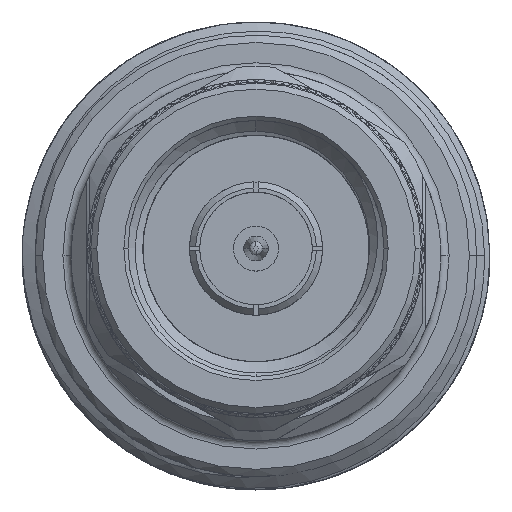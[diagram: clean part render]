
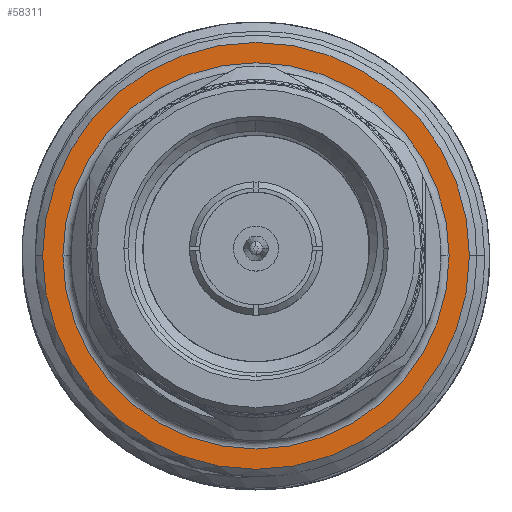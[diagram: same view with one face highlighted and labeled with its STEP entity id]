
A CAD part, top view. The second image highlights one B-rep face of the part: STEP entity #58311.
In plain terms, the highlighted face is planar.
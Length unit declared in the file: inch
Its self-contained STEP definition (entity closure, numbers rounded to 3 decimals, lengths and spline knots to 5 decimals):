
#362 = CARTESIAN_POINT ( 'NONE',  ( 0.41616, 0., 0. ) ) ;
#660 = VERTEX_POINT ( 'NONE', #76015 ) ;
#1807 = AXIS2_PLACEMENT_3D ( 'NONE', #39533, #75846, #63640 ) ;
#2532 = CARTESIAN_POINT ( 'NONE',  ( 0.41616, 0., 0. ) ) ;
#2653 = PLANE ( 'NONE',  #19407 ) ;
#2864 = CIRCLE ( 'NONE', #43231, 0.47132 ) ;
#5565 = CARTESIAN_POINT ( 'NONE',  ( 0.41616, 0., 0. ) ) ;
#8468 = DIRECTION ( 'NONE',  ( -1., 0., 0. ) ) ;
#8986 = DIRECTION ( 'NONE',  ( 0., 0., 1. ) ) ;
#13532 = CARTESIAN_POINT ( 'NONE',  ( 0.41616, 0., 0.52087 ) ) ;
#19407 = AXIS2_PLACEMENT_3D ( 'NONE', #44892, #26360, #8986 ) ;
#22054 = VERTEX_POINT ( 'NONE', #42209 ) ;
#22393 = VERTEX_POINT ( 'NONE', #42500 ) ;
#26158 = ORIENTED_EDGE ( 'NONE', *, *, #46865, .T. ) ;
#26360 = DIRECTION ( 'NONE',  ( -1., 0., 0. ) ) ;
#26551 = EDGE_LOOP ( 'NONE', ( #72690, #56337 ) ) ;
#26764 = FACE_OUTER_BOUND ( 'NONE', #26551, .T. ) ;
#28801 = EDGE_CURVE ( 'NONE', #36432, #22054, #45779, .T. ) ;
#29694 = DIRECTION ( 'NONE',  ( 1., 0., 0. ) ) ;
#30020 = DIRECTION ( 'NONE',  ( -1., 0., 0. ) ) ;
#32098 = CIRCLE ( 'NONE', #1807, 0.52087 ) ;
#33234 = CIRCLE ( 'NONE', #39542, 0.47132 ) ;
#36432 = VERTEX_POINT ( 'NONE', #13532 ) ;
#39533 = CARTESIAN_POINT ( 'NONE',  ( 0.41616, 0., 0. ) ) ;
#39542 = AXIS2_PLACEMENT_3D ( 'NONE', #2532, #8468, #74812 ) ;
#42209 = CARTESIAN_POINT ( 'NONE',  ( 0.41616, 0., -0.52087 ) ) ;
#42307 = DIRECTION ( 'NONE',  ( 0., 0., 1. ) ) ;
#42500 = CARTESIAN_POINT ( 'NONE',  ( 0.41616, 0., 0.47132 ) ) ;
#43231 = AXIS2_PLACEMENT_3D ( 'NONE', #362, #30020, #47340 ) ;
#44892 = CARTESIAN_POINT ( 'NONE',  ( 0.41616, 0., 0. ) ) ;
#45779 = CIRCLE ( 'NONE', #60958, 0.52087 ) ;
#46865 = EDGE_CURVE ( 'NONE', #22393, #660, #2864, .T. ) ;
#47340 = DIRECTION ( 'NONE',  ( 0., 0., 1. ) ) ;
#51601 = FACE_BOUND ( 'NONE', #55796, .T. ) ;
#55796 = EDGE_LOOP ( 'NONE', ( #26158, #69229 ) ) ;
#56337 = ORIENTED_EDGE ( 'NONE', *, *, #68400, .T. ) ;
#58311 = ADVANCED_FACE ( 'NONE', ( #51601, #26764 ), #2653, .F. ) ;
#60958 = AXIS2_PLACEMENT_3D ( 'NONE', #5565, #29694, #42307 ) ;
#63640 = DIRECTION ( 'NONE',  ( 0., 0., 1. ) ) ;
#64988 = EDGE_CURVE ( 'NONE', #660, #22393, #33234, .T. ) ;
#68400 = EDGE_CURVE ( 'NONE', #22054, #36432, #32098, .T. ) ;
#69229 = ORIENTED_EDGE ( 'NONE', *, *, #64988, .T. ) ;
#72690 = ORIENTED_EDGE ( 'NONE', *, *, #28801, .T. ) ;
#74812 = DIRECTION ( 'NONE',  ( 0., 0., 1. ) ) ;
#75846 = DIRECTION ( 'NONE',  ( 1., 0., 0. ) ) ;
#76015 = CARTESIAN_POINT ( 'NONE',  ( 0.41616, 0., -0.47132 ) ) ;
